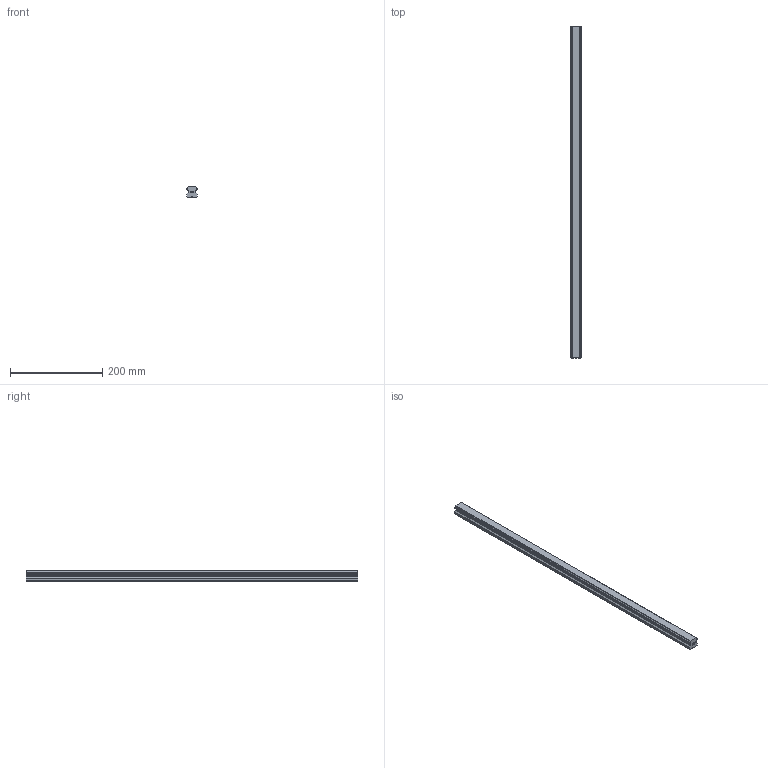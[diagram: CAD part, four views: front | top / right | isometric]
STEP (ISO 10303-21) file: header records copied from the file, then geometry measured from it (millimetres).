
FILE_DESCRIPTION(('STEP AP214'),'1');
FILE_NAME('cctmp_EF0CDC97-D6D5-4AB4-B716-4C002F2C5694_2021_01_25_13_35_35_0557..stp','2021-01-25T12:35:35',('HIWIN GmbH'),('CADClick - www.CADClick.com'),'Spatial InterOp 3D',' ','unknown authorization');
FILE_SCHEMA(('AUTOMOTIVE_DESIGN'));
Length unit declared in the file: millimetre
Products named in the file (1): HGR25T720C_FILE
Bounding box: 23 x 720 x 22 mm (x, y, z)
Volume: 311296.6 mm3; surface area: 69010.9 mm2
Topology: 1 solids, 1 shells, 195 faces, 579 edges, 366 vertices
Faces by surface type: plane 125, cylinder 46, cone 24
Entity records: 7965 total; most frequent: DIRECTION 1135, CARTESIAN_POINT 1117, ORIENTED_EDGE 1110, EDGE_CURVE 555, AXIS2_PLACEMENT_3D 384, LINE 367, VECTOR 367, VERTEX_POINT 366
